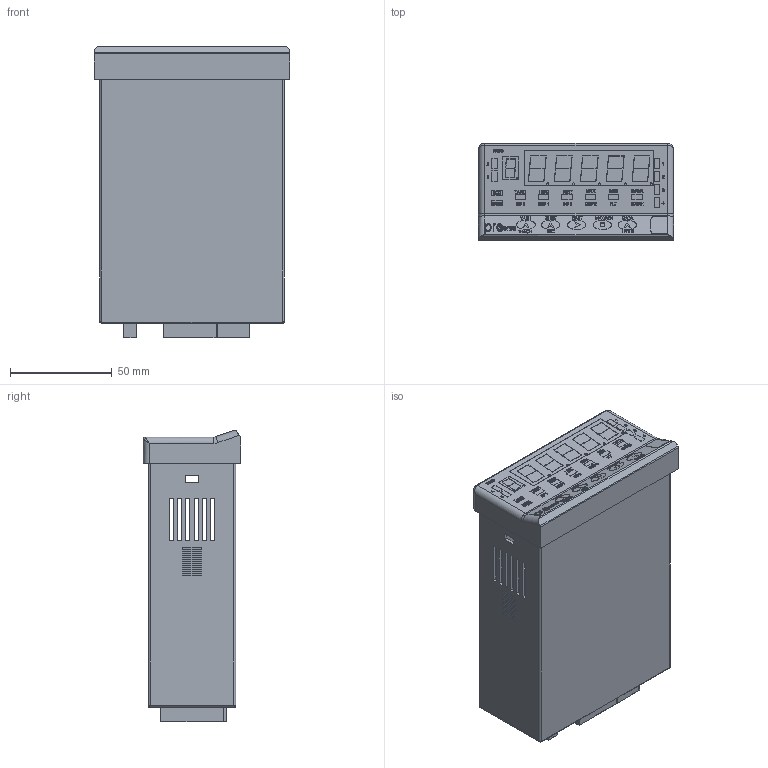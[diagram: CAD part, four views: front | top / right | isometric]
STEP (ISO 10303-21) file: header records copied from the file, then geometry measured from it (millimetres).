
FILE_DESCRIPTION (( 'STEP AP214' ), '1' );
FILE_NAME ('DPM4-A-HS-L.STEP', '2025-10-01T20:58:31', ( '' ), ( '' ), 'SwSTEP 2.0', 'SolidWorks 2024', '' );
FILE_SCHEMA (( 'AUTOMOTIVE_DESIGN' ));
Length unit declared in the file: inch
Products named in the file (1): DPM4-A-HS-L
Bounding box: 96 x 48 x 143.43 mm (x, y, z)
Volume: 311156.4 mm3; surface area: 72482.7 mm2
Topology: 6 solids, 6 shells, 2326 faces, 6048 edges, 4010 vertices
Faces by surface type: plane 1804, bspline 443, cylinder 77, torus 2
Entity records: 91372 total; most frequent: CARTESIAN_POINT 37122, ORIENTED_EDGE 12084, DIRECTION 9060, EDGE_CURVE 6042, VECTOR 5012, LINE 5012, VERTEX_POINT 4010, EDGE_LOOP 2634
